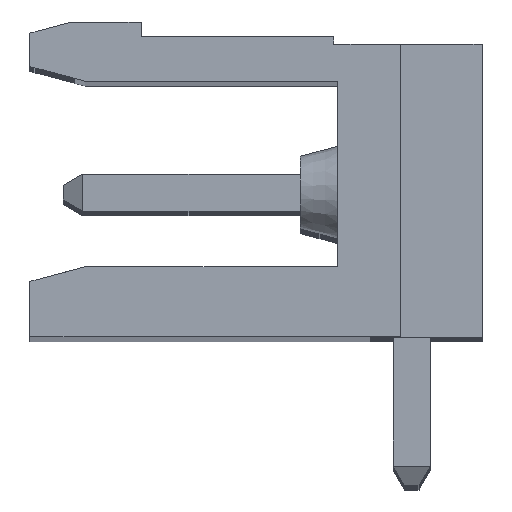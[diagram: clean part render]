
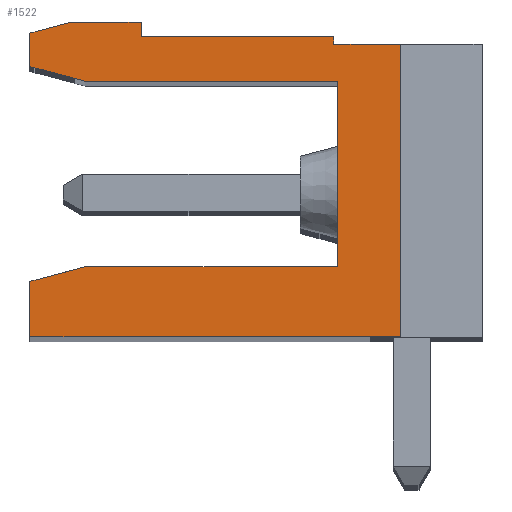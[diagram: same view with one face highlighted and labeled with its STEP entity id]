
A CAD part, top view. The second image highlights one B-rep face of the part: STEP entity #1522.
In plain terms, the highlighted planar face has unit normal (0, 0, 1).
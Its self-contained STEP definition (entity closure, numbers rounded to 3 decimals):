
#1522 = ADVANCED_FACE( '', ( #3551 ), #3552, .T. );
#3551 = FACE_OUTER_BOUND( '', #6069, .T. );
#3552 = PLANE( '', #6070 );
#6069 = EDGE_LOOP( '', ( #10831, #10832, #10833, #10834, #10835, #10836, #10837, #10838, #10839, #10840, #10841, #10842, #10843, #10844, #10845 ) );
#6070 = AXIS2_PLACEMENT_3D( '', #10846, #10847, #10848 );
#10831 = ORIENTED_EDGE( '', *, *, #16801, .F. );
#10832 = ORIENTED_EDGE( '', *, *, #16458, .F. );
#10833 = ORIENTED_EDGE( '', *, *, #16014, .F. );
#10834 = ORIENTED_EDGE( '', *, *, #16802, .F. );
#10835 = ORIENTED_EDGE( '', *, *, #16803, .F. );
#10836 = ORIENTED_EDGE( '', *, *, #16804, .T. );
#10837 = ORIENTED_EDGE( '', *, *, #15248, .F. );
#10838 = ORIENTED_EDGE( '', *, *, #16805, .F. );
#10839 = ORIENTED_EDGE( '', *, *, #16166, .F. );
#10840 = ORIENTED_EDGE( '', *, *, #16806, .F. );
#10841 = ORIENTED_EDGE( '', *, *, #16807, .F. );
#10842 = ORIENTED_EDGE( '', *, *, #15973, .T. );
#10843 = ORIENTED_EDGE( '', *, *, #14962, .T. );
#10844 = ORIENTED_EDGE( '', *, *, #16808, .T. );
#10845 = ORIENTED_EDGE( '', *, *, #16809, .T. );
#10846 = CARTESIAN_POINT( '', ( 194.225, 203.51, 86.36 ) );
#10847 = DIRECTION( '', ( 0., 0., 1. ) );
#10848 = DIRECTION( '', ( 1., 0., 0. ) );
#14962 = EDGE_CURVE( '', #17880, #17881, #17882, .T. );
#15248 = EDGE_CURVE( '', #18406, #18408, #18409, .T. );
#15973 = EDGE_CURVE( '', #19639, #17880, #19640, .T. );
#16014 = EDGE_CURVE( '', #19703, #19705, #19706, .T. );
#16166 = EDGE_CURVE( '', #19951, #19953, #19954, .T. );
#16458 = EDGE_CURVE( '', #19705, #20381, #20382, .T. );
#16801 = EDGE_CURVE( '', #20381, #20861, #20862, .T. );
#16802 = EDGE_CURVE( '', #20863, #19703, #20864, .T. );
#16803 = EDGE_CURVE( '', #20865, #20863, #20866, .T. );
#16804 = EDGE_CURVE( '', #20865, #18408, #20867, .T. );
#16805 = EDGE_CURVE( '', #19953, #18406, #20868, .T. );
#16806 = EDGE_CURVE( '', #20869, #19951, #20870, .T. );
#16807 = EDGE_CURVE( '', #19639, #20869, #20871, .T. );
#16808 = EDGE_CURVE( '', #17881, #20872, #20873, .T. );
#16809 = EDGE_CURVE( '', #20872, #20861, #20874, .T. );
#17880 = VERTEX_POINT( '', #22148 );
#17881 = VERTEX_POINT( '', #22149 );
#17882 = LINE( '', #22150, #22151 );
#18406 = VERTEX_POINT( '', #22914 );
#18408 = VERTEX_POINT( '', #22917 );
#18409 = LINE( '', #22918, #22919 );
#19639 = VERTEX_POINT( '', #24740 );
#19640 = LINE( '', #24741, #24742 );
#19703 = VERTEX_POINT( '', #24826 );
#19705 = VERTEX_POINT( '', #24829 );
#19706 = LINE( '', #24830, #24831 );
#19951 = VERTEX_POINT( '', #25199 );
#19953 = VERTEX_POINT( '', #25202 );
#19954 = LINE( '', #25203, #25204 );
#20381 = VERTEX_POINT( '', #25857 );
#20382 = LINE( '', #25858, #25859 );
#20861 = VERTEX_POINT( '', #26589 );
#20862 = LINE( '', #26590, #26591 );
#20863 = VERTEX_POINT( '', #26592 );
#20864 = LINE( '', #26593, #26594 );
#20865 = VERTEX_POINT( '', #26595 );
#20866 = LINE( '', #26596, #26597 );
#20867 = LINE( '', #26598, #26599 );
#20868 = LINE( '', #26600, #26601 );
#20869 = VERTEX_POINT( '', #26602 );
#20870 = LINE( '', #26603, #26604 );
#20871 = LINE( '', #26605, #26606 );
#20872 = VERTEX_POINT( '', #26607 );
#20873 = LINE( '', #26608, #26609 );
#20874 = LINE( '', #26610, #26611 );
#22148 = CARTESIAN_POINT( '', ( 197.225, 204.71, 86.36 ) );
#22149 = CARTESIAN_POINT( '', ( 195.345, 204.71, 86.36 ) );
#22150 = CARTESIAN_POINT( '', ( 195.718, 204.71, 86.36 ) );
#22151 = VECTOR( '', #28451, 1000. );
#22914 = CARTESIAN_POINT( '', ( 204.225, 196.21, 86.36 ) );
#22917 = CARTESIAN_POINT( '', ( 194.225, 196.21, 86.36 ) );
#22918 = CARTESIAN_POINT( '', ( 194.225, 196.21, 86.36 ) );
#22919 = VECTOR( '', #28707, 1000. );
#24740 = CARTESIAN_POINT( '', ( 197.225, 204.31, 86.36 ) );
#24741 = CARTESIAN_POINT( '', ( 197.225, 204.81, 86.36 ) );
#24742 = VECTOR( '', #29365, 1000. );
#24826 = CARTESIAN_POINT( '', ( 202.525, 198.11, 86.36 ) );
#24829 = CARTESIAN_POINT( '', ( 202.525, 203.11, 86.36 ) );
#24830 = CARTESIAN_POINT( '', ( 202.525, 198.11, 86.36 ) );
#24831 = VECTOR( '', #29421, 1000. );
#25199 = CARTESIAN_POINT( '', ( 202.425, 204.11, 86.36 ) );
#25202 = CARTESIAN_POINT( '', ( 204.225, 204.11, 86.36 ) );
#25203 = CARTESIAN_POINT( '', ( 206.425, 204.11, 86.36 ) );
#25204 = VECTOR( '', #29576, 1000. );
#25857 = CARTESIAN_POINT( '', ( 195.718, 203.11, 86.36 ) );
#25858 = CARTESIAN_POINT( '', ( 202.525, 203.11, 86.36 ) );
#25859 = VECTOR( '', #29821, 1000. );
#26589 = CARTESIAN_POINT( '', ( 194.225, 203.51, 86.36 ) );
#26590 = CARTESIAN_POINT( '', ( 195.718, 203.11, 86.36 ) );
#26591 = VECTOR( '', #30085, 1000. );
#26592 = CARTESIAN_POINT( '', ( 195.725, 198.11, 86.36 ) );
#26593 = CARTESIAN_POINT( '', ( 195.725, 198.11, 86.36 ) );
#26594 = VECTOR( '', #30086, 1000. );
#26595 = CARTESIAN_POINT( '', ( 194.225, 197.708, 86.36 ) );
#26596 = CARTESIAN_POINT( '', ( 194.225, 197.708, 86.36 ) );
#26597 = VECTOR( '', #30087, 1000. );
#26598 = CARTESIAN_POINT( '', ( 194.225, 204.31, 86.36 ) );
#26599 = VECTOR( '', #30088, 1000. );
#26600 = CARTESIAN_POINT( '', ( 204.225, 204.11, 86.36 ) );
#26601 = VECTOR( '', #30089, 1000. );
#26602 = CARTESIAN_POINT( '', ( 202.425, 204.31, 86.36 ) );
#26603 = CARTESIAN_POINT( '', ( 202.425, 204.11, 86.36 ) );
#26604 = VECTOR( '', #30090, 1000. );
#26605 = CARTESIAN_POINT( '', ( 202.425, 204.31, 86.36 ) );
#26606 = VECTOR( '', #30091, 1000. );
#26607 = CARTESIAN_POINT( '', ( 194.225, 204.41, 86.36 ) );
#26608 = CARTESIAN_POINT( '', ( 194.225, 204.41, 86.36 ) );
#26609 = VECTOR( '', #30092, 1000. );
#26610 = CARTESIAN_POINT( '', ( 194.225, 204.31, 86.36 ) );
#26611 = VECTOR( '', #30093, 1000. );
#28451 = DIRECTION( '', ( -1., 0., 0. ) );
#28707 = DIRECTION( '', ( -1., 0., 0. ) );
#29365 = DIRECTION( '', ( 0., 1., 0. ) );
#29421 = DIRECTION( '', ( 0., 1., 0. ) );
#29576 = DIRECTION( '', ( 1., 0., 0. ) );
#29821 = DIRECTION( '', ( -1., 0., 0. ) );
#30085 = DIRECTION( '', ( -0.966, 0.259, 0. ) );
#30086 = DIRECTION( '', ( 1., 0., 0. ) );
#30087 = DIRECTION( '', ( 0.966, 0.259, 0. ) );
#30088 = DIRECTION( '', ( 0., -1., 0. ) );
#30089 = DIRECTION( '', ( 0., -1., 0. ) );
#30090 = DIRECTION( '', ( 0., -1., 0. ) );
#30091 = DIRECTION( '', ( 1., 0., 0. ) );
#30092 = DIRECTION( '', ( -0.966, -0.259, 0. ) );
#30093 = DIRECTION( '', ( 0., -1., 0. ) );
